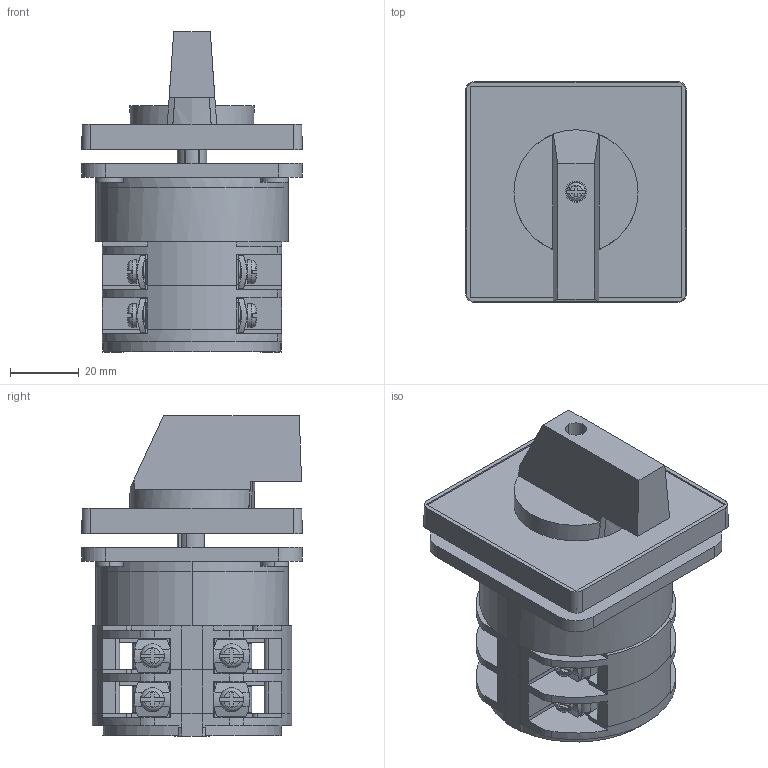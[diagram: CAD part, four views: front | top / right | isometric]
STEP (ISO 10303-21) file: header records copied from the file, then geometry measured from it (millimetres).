
FILE_DESCRIPTION(('Creo Elements/Direct Modeling STEP Export'),'2;1');
FILE_NAME('C26TM_02FL_600_E.stp','2021-02-16T19:41:55',(''),(''),'PTC Creo Elements/Direct Modeling STEP processor for AP214 (Solid Model)','PTC Creo Elements/Direct Modeling 19.0A 04-Oct-2014 (C) Parametric Technology GmbH','');
FILE_SCHEMA(('AUTOMOTIVE_DESIGN { 1 0 10303 214 1 1 1 1 }'));
Length unit declared in the file: millimetre
Products named in the file (11): S1-RW_2; S1-RW_1; S1-RW; FS-G_2; FS-G_1; FS-G; C26-AbDeckel; C26-Flucht-2P; S1-Achse; S1-Fp-L2; C26TM_02FL_600_E
Assembly tree (11 placements, depth 3):
  C26TM_02FL_600_E
    C26-Flucht-2P  x2
    S1-Fp-L2
    S1-Achse
    C26-AbDeckel
    FS-G
      FS-G_1
      FS-G_2
    S1-RW
      S1-RW_1
      S1-RW_2
Bounding box: 64 x 64 x 93 mm (x, y, z)
Volume: 120672 mm3; surface area: 87207 mm2
Topology: 9 solids, 9 shells, 2067 faces, 6024 edges, 3997 vertices
Faces by surface type: plane 1186, cylinder 637, cone 171, torus 38, sphere 18, bspline 11, extrusion 6
Entity records: 72618 total; most frequent: CARTESIAN_POINT 21358, ORIENTED_EDGE 9124, DIRECTION 7821, EDGE_CURVE 4562, VERTEX_POINT 3017, AXIS2_PLACEMENT_3D 2633, VECTOR 2555, LINE 2549
